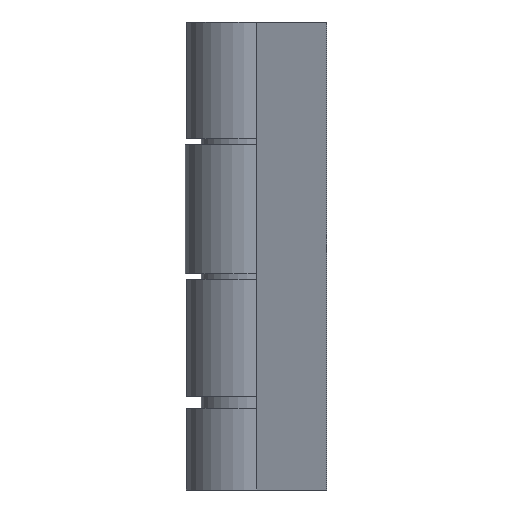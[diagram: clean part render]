
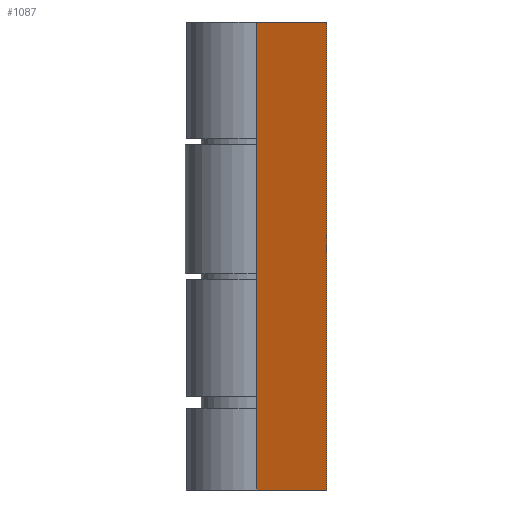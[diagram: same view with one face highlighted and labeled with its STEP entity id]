
A CAD part, left-side view. The second image highlights one B-rep face of the part: STEP entity #1087.
In plain terms, the highlighted planar face has unit normal (-0.94, 0.342, 0).
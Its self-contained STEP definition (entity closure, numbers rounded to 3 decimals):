
#162 = CARTESIAN_POINT ( 'NONE',  ( -22., 0., -20. ) ) ;
#171 = FACE_OUTER_BOUND ( 'NONE', #1330, .T. ) ;
#186 = ORIENTED_EDGE ( 'NONE', *, *, #525, .T. ) ;
#267 = AXIS2_PLACEMENT_3D ( 'NONE', #162, #1642, #1885 ) ;
#384 = EDGE_CURVE ( 'NONE', #1294, #817, #1091, .T. ) ;
#418 = EDGE_CURVE ( 'NONE', #1605, #1294, #499, .T. ) ;
#454 = ORIENTED_EDGE ( 'NONE', *, *, #418, .F. ) ;
#499 = LINE ( 'NONE', #1812, #1018 ) ;
#504 = ORIENTED_EDGE ( 'NONE', *, *, #384, .F. ) ;
#506 = CARTESIAN_POINT ( 'NONE',  ( -22., 0., -20. ) ) ;
#524 = LINE ( 'NONE', #506, #1469 ) ;
#525 = EDGE_CURVE ( 'NONE', #548, #817, #549, .T. ) ;
#540 = DIRECTION ( 'NONE',  ( 0., 0., 1. ) ) ;
#548 = VERTEX_POINT ( 'NONE', #1558 ) ;
#549 = LINE ( 'NONE', #1716, #1325 ) ;
#679 = ORIENTED_EDGE ( 'NONE', *, *, #1313, .T. ) ;
#817 = VERTEX_POINT ( 'NONE', #1254 ) ;
#853 = DIRECTION ( 'NONE',  ( 0., 0., 1. ) ) ;
#973 = CARTESIAN_POINT ( 'NONE',  ( -22., 0., -20. ) ) ;
#1018 = VECTOR ( 'NONE', #540, 1000. ) ;
#1046 = VECTOR ( 'NONE', #1671, 1000. ) ;
#1087 = ADVANCED_FACE ( 'NONE', ( #171 ), #1489, .T. ) ;
#1091 = LINE ( 'NONE', #1373, #1046 ) ;
#1254 = CARTESIAN_POINT ( 'NONE',  ( -24.184, -6., 20. ) ) ;
#1294 = VERTEX_POINT ( 'NONE', #1668 ) ;
#1313 = EDGE_CURVE ( 'NONE', #1605, #548, #524, .T. ) ;
#1325 = VECTOR ( 'NONE', #853, 1000. ) ;
#1330 = EDGE_LOOP ( 'NONE', ( #186, #504, #454, #679 ) ) ;
#1373 = CARTESIAN_POINT ( 'NONE',  ( -22., 0., 20. ) ) ;
#1469 = VECTOR ( 'NONE', #1807, 1000. ) ;
#1489 = PLANE ( 'NONE',  #267 ) ;
#1558 = CARTESIAN_POINT ( 'NONE',  ( -24.184, -6., -20. ) ) ;
#1605 = VERTEX_POINT ( 'NONE', #973 ) ;
#1642 = DIRECTION ( 'NONE',  ( -0.94, 0.342, 0. ) ) ;
#1668 = CARTESIAN_POINT ( 'NONE',  ( -22., 0., 20. ) ) ;
#1671 = DIRECTION ( 'NONE',  ( -0.342, -0.94, 0. ) ) ;
#1716 = CARTESIAN_POINT ( 'NONE',  ( -24.184, -6., -20. ) ) ;
#1807 = DIRECTION ( 'NONE',  ( -0.342, -0.94, 0. ) ) ;
#1812 = CARTESIAN_POINT ( 'NONE',  ( -22., 0., -20. ) ) ;
#1885 = DIRECTION ( 'NONE',  ( -0.342, -0.94, 0. ) ) ;
